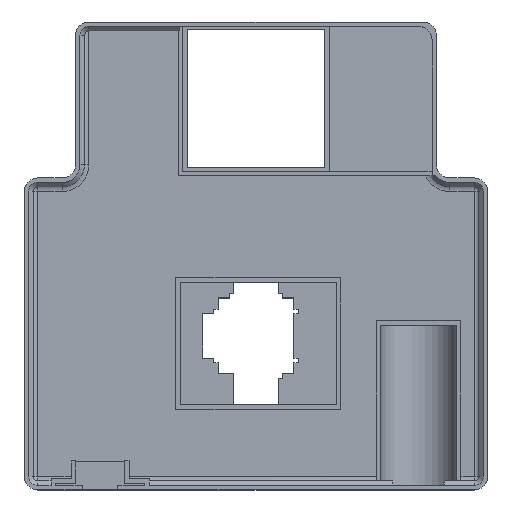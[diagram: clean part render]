
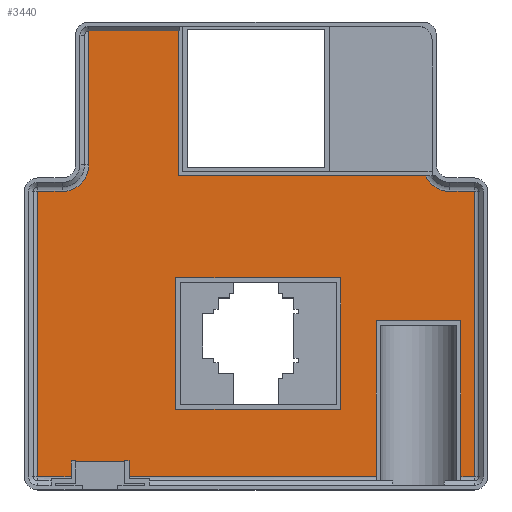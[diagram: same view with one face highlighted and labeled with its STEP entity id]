
A CAD part, top view. The second image highlights one B-rep face of the part: STEP entity #3440.
In plain terms, the highlighted planar face has unit normal (0, 0, 1).
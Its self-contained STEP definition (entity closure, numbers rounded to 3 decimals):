
#28=FACE_BOUND('',#453,.T.);
#102=CIRCLE('',#3704,6.);
#103=CIRCLE('',#3705,6.);
#255=FACE_OUTER_BOUND('',#452,.T.);
#452=EDGE_LOOP('',(#2532,#2533,#2534,#2535,#2536,#2537,#2538,#2539,#2540,
#2541,#2542,#2543,#2544,#2545,#2546,#2547,#2548,#2549,#2550));
#453=EDGE_LOOP('',(#2551,#2552,#2553,#2554));
#709=LINE('',#5217,#1118);
#718=LINE('',#5238,#1127);
#721=LINE('',#5250,#1130);
#722=LINE('',#5256,#1131);
#723=LINE('',#5259,#1132);
#724=LINE('',#5261,#1133);
#725=LINE('',#5263,#1134);
#726=LINE('',#5264,#1135);
#727=LINE('',#5266,#1136);
#728=LINE('',#5268,#1137);
#729=LINE('',#5272,#1138);
#730=LINE('',#5273,#1139);
#731=LINE('',#5275,#1140);
#732=LINE('',#5279,#1141);
#733=LINE('',#5280,#1142);
#734=LINE('',#5282,#1143);
#735=LINE('',#5283,#1144);
#736=LINE('',#5286,#1145);
#737=LINE('',#5288,#1146);
#738=LINE('',#5290,#1147);
#739=LINE('',#5291,#1148);
#1118=VECTOR('',#4220,10.);
#1127=VECTOR('',#4235,10.);
#1130=VECTOR('',#4248,10.);
#1131=VECTOR('',#4255,10.);
#1132=VECTOR('',#4258,10.);
#1133=VECTOR('',#4259,10.);
#1134=VECTOR('',#4260,10.);
#1135=VECTOR('',#4261,10.);
#1136=VECTOR('',#4262,10.);
#1137=VECTOR('',#4263,10.);
#1138=VECTOR('',#4266,10.);
#1139=VECTOR('',#4267,10.);
#1140=VECTOR('',#4268,10.);
#1141=VECTOR('',#4271,10.);
#1142=VECTOR('',#4272,10.);
#1143=VECTOR('',#4273,10.);
#1144=VECTOR('',#4274,10.);
#1145=VECTOR('',#4275,10.);
#1146=VECTOR('',#4276,10.);
#1147=VECTOR('',#4277,10.);
#1148=VECTOR('',#4278,10.);
#1508=VERTEX_POINT('',#5208);
#1510=VERTEX_POINT('',#5216);
#1518=VERTEX_POINT('',#5235);
#1519=VERTEX_POINT('',#5237);
#1521=VERTEX_POINT('',#5244);
#1523=VERTEX_POINT('',#5248);
#1524=VERTEX_POINT('',#5252);
#1525=VERTEX_POINT('',#5254);
#1526=VERTEX_POINT('',#5258);
#1527=VERTEX_POINT('',#5260);
#1528=VERTEX_POINT('',#5262);
#1529=VERTEX_POINT('',#5265);
#1530=VERTEX_POINT('',#5267);
#1531=VERTEX_POINT('',#5269);
#1532=VERTEX_POINT('',#5271);
#1533=VERTEX_POINT('',#5274);
#1534=VERTEX_POINT('',#5276);
#1535=VERTEX_POINT('',#5278);
#1536=VERTEX_POINT('',#5281);
#1537=VERTEX_POINT('',#5284);
#1538=VERTEX_POINT('',#5285);
#1539=VERTEX_POINT('',#5287);
#1540=VERTEX_POINT('',#5289);
#1885=EDGE_CURVE('',#1508,#1510,#709,.T.);
#1895=EDGE_CURVE('',#1519,#1518,#718,.T.);
#1902=EDGE_CURVE('',#1521,#1523,#721,.T.);
#1905=EDGE_CURVE('',#1524,#1525,#722,.T.);
#1906=EDGE_CURVE('',#1526,#1521,#723,.T.);
#1907=EDGE_CURVE('',#1523,#1527,#724,.T.);
#1908=EDGE_CURVE('',#1527,#1528,#725,.T.);
#1909=EDGE_CURVE('',#1528,#1524,#726,.T.);
#1910=EDGE_CURVE('',#1525,#1529,#727,.T.);
#1911=EDGE_CURVE('',#1529,#1530,#728,.T.);
#1912=EDGE_CURVE('',#1530,#1531,#102,.T.);
#1913=EDGE_CURVE('',#1532,#1531,#729,.T.);
#1914=EDGE_CURVE('',#1532,#1510,#730,.T.);
#1915=EDGE_CURVE('',#1508,#1533,#731,.T.);
#1916=EDGE_CURVE('',#1533,#1534,#103,.T.);
#1917=EDGE_CURVE('',#1534,#1535,#732,.T.);
#1918=EDGE_CURVE('',#1535,#1519,#733,.T.);
#1919=EDGE_CURVE('',#1518,#1536,#734,.T.);
#1920=EDGE_CURVE('',#1536,#1526,#735,.T.);
#1921=EDGE_CURVE('',#1537,#1538,#736,.T.);
#1922=EDGE_CURVE('',#1538,#1539,#737,.T.);
#1923=EDGE_CURVE('',#1539,#1540,#738,.T.);
#1924=EDGE_CURVE('',#1540,#1537,#739,.T.);
#2532=ORIENTED_EDGE('',*,*,#1906,.T.);
#2533=ORIENTED_EDGE('',*,*,#1902,.T.);
#2534=ORIENTED_EDGE('',*,*,#1907,.T.);
#2535=ORIENTED_EDGE('',*,*,#1908,.T.);
#2536=ORIENTED_EDGE('',*,*,#1909,.T.);
#2537=ORIENTED_EDGE('',*,*,#1905,.T.);
#2538=ORIENTED_EDGE('',*,*,#1910,.T.);
#2539=ORIENTED_EDGE('',*,*,#1911,.T.);
#2540=ORIENTED_EDGE('',*,*,#1912,.T.);
#2541=ORIENTED_EDGE('',*,*,#1913,.F.);
#2542=ORIENTED_EDGE('',*,*,#1914,.T.);
#2543=ORIENTED_EDGE('',*,*,#1885,.F.);
#2544=ORIENTED_EDGE('',*,*,#1915,.T.);
#2545=ORIENTED_EDGE('',*,*,#1916,.T.);
#2546=ORIENTED_EDGE('',*,*,#1917,.T.);
#2547=ORIENTED_EDGE('',*,*,#1918,.T.);
#2548=ORIENTED_EDGE('',*,*,#1895,.T.);
#2549=ORIENTED_EDGE('',*,*,#1919,.T.);
#2550=ORIENTED_EDGE('',*,*,#1920,.T.);
#2551=ORIENTED_EDGE('',*,*,#1921,.T.);
#2552=ORIENTED_EDGE('',*,*,#1922,.T.);
#2553=ORIENTED_EDGE('',*,*,#1923,.T.);
#2554=ORIENTED_EDGE('',*,*,#1924,.T.);
#3279=PLANE('',#3703);
#3440=ADVANCED_FACE('',(#255,#28),#3279,.T.);
#3703=AXIS2_PLACEMENT_3D('',#5257,#4256,#4257);
#3704=AXIS2_PLACEMENT_3D('',#5270,#4264,#4265);
#3705=AXIS2_PLACEMENT_3D('',#5277,#4269,#4270);
#4220=DIRECTION('',(1.,0.,0.));
#4235=DIRECTION('',(1.,0.,0.));
#4248=DIRECTION('',(1.,0.,0.));
#4255=DIRECTION('',(1.,0.,0.));
#4256=DIRECTION('center_axis',(0.,0.,1.));
#4257=DIRECTION('ref_axis',(1.,0.,0.));
#4258=DIRECTION('',(0.,-1.,0.));
#4259=DIRECTION('',(0.,1.,0.));
#4260=DIRECTION('',(1.,0.,0.));
#4261=DIRECTION('',(0.,-1.,0.));
#4262=DIRECTION('',(0.,1.,0.));
#4263=DIRECTION('',(-1.,0.,0.));
#4264=DIRECTION('center_axis',(0.,0.,-1.));
#4265=DIRECTION('ref_axis',(-0.707,-0.707,0.));
#4266=DIRECTION('',(1.,0.,0.));
#4267=DIRECTION('',(0.,1.,0.));
#4268=DIRECTION('',(0.,-1.,0.));
#4269=DIRECTION('center_axis',(0.,0.,-1.));
#4270=DIRECTION('ref_axis',(0.707,-0.707,0.));
#4271=DIRECTION('',(-1.,0.,0.));
#4272=DIRECTION('',(0.,-1.,0.));
#4273=DIRECTION('',(0.,1.,0.));
#4274=DIRECTION('',(1.,0.,0.));
#4275=DIRECTION('',(1.,0.,0.));
#4276=DIRECTION('',(0.,-1.,0.));
#4277=DIRECTION('',(-1.,0.,0.));
#4278=DIRECTION('',(0.,1.,0.));
#5208=CARTESIAN_POINT('',(-37.5,104.,1.));
#5216=CARTESIAN_POINT('',(-17.5,104.,1.));
#5217=CARTESIAN_POINT('',(20.25,104.,1.));
#5235=CARTESIAN_POINT('',(-41.5,3.,1.));
#5237=CARTESIAN_POINT('',(-49.,3.,1.));
#5238=CARTESIAN_POINT('',(-26.,3.,1.));
#5244=CARTESIAN_POINT('',(-28.5,3.,1.));
#5248=CARTESIAN_POINT('',(27.,3.,1.));
#5250=CARTESIAN_POINT('',(-26.,3.,1.));
#5252=CARTESIAN_POINT('',(46.,3.,1.));
#5254=CARTESIAN_POINT('',(49.,3.,1.));
#5256=CARTESIAN_POINT('',(-26.,3.,1.));
#5257=CARTESIAN_POINT('Origin',(0.,52.5,1.));
#5258=CARTESIAN_POINT('',(-28.5,6.5,1.));
#5259=CARTESIAN_POINT('',(-28.5,29.5,1.));
#5260=CARTESIAN_POINT('',(27.,38.,1.));
#5261=CARTESIAN_POINT('',(27.,45.25,1.));
#5262=CARTESIAN_POINT('',(46.,38.,1.));
#5263=CARTESIAN_POINT('',(23.,38.,1.));
#5264=CARTESIAN_POINT('',(46.,27.75,1.));
#5265=CARTESIAN_POINT('',(49.,67.,1.));
#5266=CARTESIAN_POINT('',(49.,26.25,1.));
#5267=CARTESIAN_POINT('',(43.5,67.,1.));
#5268=CARTESIAN_POINT('',(26.,67.,1.));
#5269=CARTESIAN_POINT('',(38.046,70.5,1.));
#5270=CARTESIAN_POINT('Origin',(43.5,73.,1.));
#5271=CARTESIAN_POINT('',(-17.5,70.5,1.));
#5272=CARTESIAN_POINT('',(-8.25,70.5,1.));
#5273=CARTESIAN_POINT('',(-17.5,78.25,1.));
#5274=CARTESIAN_POINT('',(-37.5,73.,1.));
#5275=CARTESIAN_POINT('',(-37.5,78.75,1.));
#5276=CARTESIAN_POINT('',(-43.5,67.,1.));
#5277=CARTESIAN_POINT('Origin',(-43.5,73.,1.));
#5278=CARTESIAN_POINT('',(-49.,67.,1.));
#5279=CARTESIAN_POINT('',(-20.25,67.,1.));
#5280=CARTESIAN_POINT('',(-49.,61.25,1.));
#5281=CARTESIAN_POINT('',(-41.5,6.5,1.));
#5282=CARTESIAN_POINT('',(-41.5,27.5,1.));
#5283=CARTESIAN_POINT('',(-20.75,6.5,1.));
#5284=CARTESIAN_POINT('',(-18.,47.589,1.));
#5285=CARTESIAN_POINT('',(19.,47.589,1.));
#5286=CARTESIAN_POINT('',(-9.,47.589,1.));
#5287=CARTESIAN_POINT('',(19.,18.089,1.));
#5288=CARTESIAN_POINT('',(19.,50.044,1.));
#5289=CARTESIAN_POINT('',(-18.,18.089,1.));
#5290=CARTESIAN_POINT('',(9.5,18.089,1.));
#5291=CARTESIAN_POINT('',(-18.,35.294,1.));
